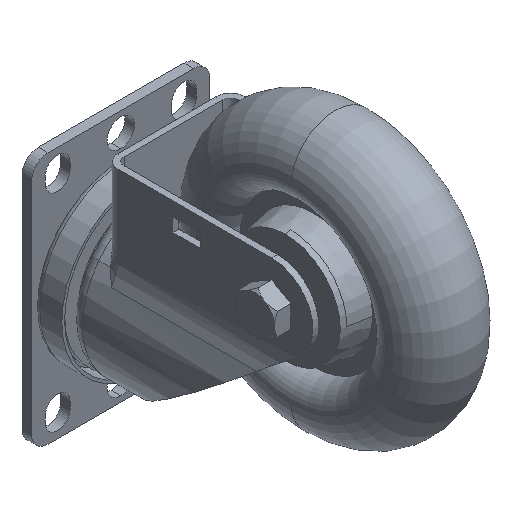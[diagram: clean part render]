
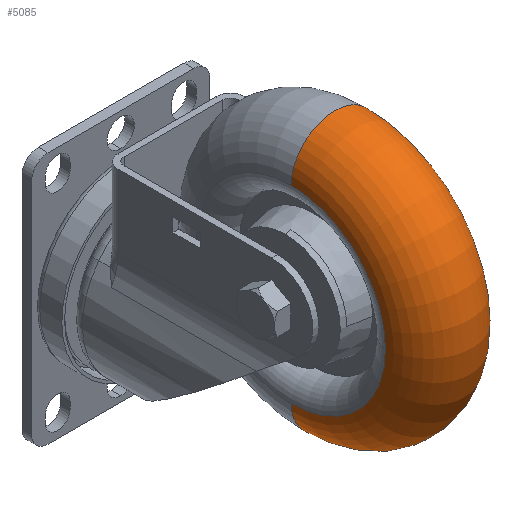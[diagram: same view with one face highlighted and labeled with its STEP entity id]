
A CAD part, isometric view. The second image highlights one B-rep face of the part: STEP entity #5085.
In plain terms, the highlighted toroidal (fillet/blend) face has major radius 34 mm and minor radius 16 mm.
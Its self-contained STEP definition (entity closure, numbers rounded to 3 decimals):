
#1907=CARTESIAN_POINT('',(15.994,0.,0.));
#1908=DIRECTION('',(-1.,0.,0.));
#1909=DIRECTION('',(0.,0.,-1.));
#1910=AXIS2_PLACEMENT_3D('',#1907,#1908,#1909);
#1912=CARTESIAN_POINT('',(-15.994,0.,0.));
#1913=DIRECTION('',(-1.,0.,0.));
#1914=DIRECTION('',(0.,0.,-1.));
#1915=AXIS2_PLACEMENT_3D('',#1912,#1913,#1914);
#1917=CARTESIAN_POINT('',(-15.994,0.,0.));
#1918=DIRECTION('',(-1.,0.,0.));
#1919=DIRECTION('',(0.,-1.,0.));
#1920=AXIS2_PLACEMENT_3D('',#1917,#1918,#1919);
#1922=CARTESIAN_POINT('',(15.994,0.,0.));
#1923=DIRECTION('',(-1.,0.,0.));
#1924=DIRECTION('',(0.,-1.,0.));
#1925=AXIS2_PLACEMENT_3D('',#1922,#1923,#1924);
#1947=CARTESIAN_POINT('',(0.,0.,34.));
#1948=DIRECTION('',(0.,-1.,0.));
#1949=DIRECTION('',(1.,0.,0.028));
#1950=AXIS2_PLACEMENT_3D('',#1947,#1948,#1949);
#1962=CARTESIAN_POINT('',(0.,0.,-34.));
#1963=DIRECTION('',(0.,1.,0.));
#1964=DIRECTION('',(1.,0.,-0.028));
#1965=AXIS2_PLACEMENT_3D('',#1962,#1963,#1964);
#2097=CARTESIAN_POINT('',(15.994,0.,-34.447));
#2098=CARTESIAN_POINT('',(15.994,-34.447,0.));
#2099=VERTEX_POINT('',#2097);
#2100=VERTEX_POINT('',#2098);
#2101=CARTESIAN_POINT('',(-15.994,0.,-34.447));
#2102=CARTESIAN_POINT('',(-15.994,-34.447,0.));
#2103=VERTEX_POINT('',#2101);
#2104=VERTEX_POINT('',#2102);
#2105=CARTESIAN_POINT('',(15.994,0.,34.447));
#2106=VERTEX_POINT('',#2105);
#2107=CARTESIAN_POINT('',(-15.994,0.,34.447));
#2108=VERTEX_POINT('',#2107);
#5067=CARTESIAN_POINT('',(0.,0.,0.));
#5068=DIRECTION('',(-1.,0.,0.));
#5069=DIRECTION('',(0.,0.,-1.));
#5070=AXIS2_PLACEMENT_3D('',#5067,#5068,#5069);
#5071=TOROIDAL_SURFACE('',#5070,34.,16.);
#5073=ORIENTED_EDGE('',*,*,#5072,.F.);
#5075=ORIENTED_EDGE('',*,*,#5074,.T.);
#5077=ORIENTED_EDGE('',*,*,#5076,.T.);
#5078=ORIENTED_EDGE('',*,*,#5055,.T.);
#5080=ORIENTED_EDGE('',*,*,#5079,.F.);
#5082=ORIENTED_EDGE('',*,*,#5081,.F.);
#5083=EDGE_LOOP('',(#5073,#5075,#5077,#5078,#5080,#5082));
#5084=FACE_OUTER_BOUND('',#5083,.F.);
#5085=ADVANCED_FACE('',(#5084),#5071,.T.);
#1911=CIRCLE('',#1910,34.447);
#1916=CIRCLE('',#1915,34.447);
#1921=CIRCLE('',#1920,34.447);
#1926=CIRCLE('',#1925,34.447);
#1951=CIRCLE('',#1950,16.);
#1966=CIRCLE('',#1965,16.);
#5055=EDGE_CURVE('',#2104,#2108,#1921,.T.);
#5072=EDGE_CURVE('',#2099,#2100,#1911,.T.);
#5074=EDGE_CURVE('',#2099,#2103,#1966,.T.);
#5076=EDGE_CURVE('',#2103,#2104,#1916,.T.);
#5079=EDGE_CURVE('',#2106,#2108,#1951,.T.);
#5081=EDGE_CURVE('',#2100,#2106,#1926,.T.);
